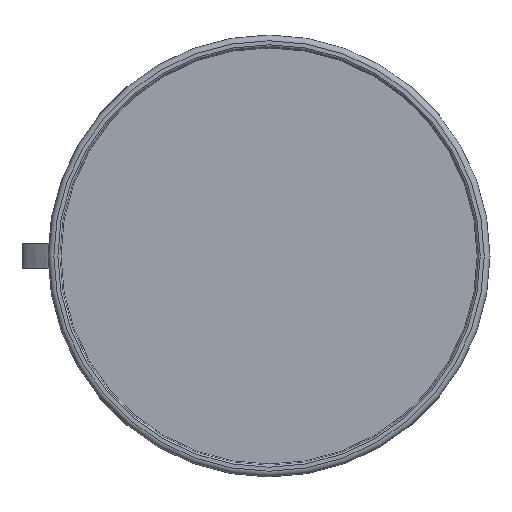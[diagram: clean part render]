
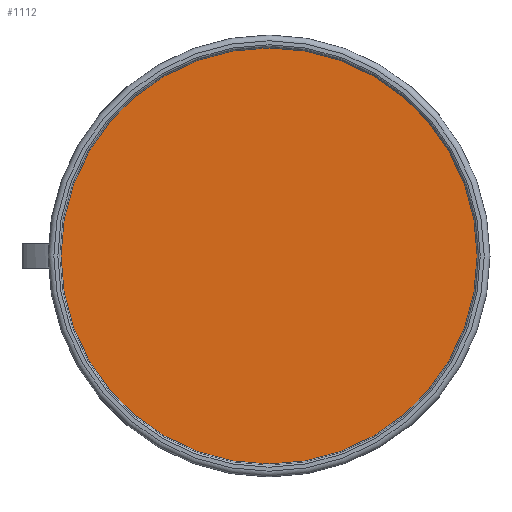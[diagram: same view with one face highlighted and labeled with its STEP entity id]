
A CAD part, left-side view. The second image highlights one B-rep face of the part: STEP entity #1112.
In plain terms, the highlighted planar face has unit normal (-1, 0, 0).
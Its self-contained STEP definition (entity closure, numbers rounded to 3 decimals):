
#188=FACE_OUTER_BOUND('',#253,.T.);
#253=EDGE_LOOP('',(#960,#961));
#369=CIRCLE('',#1285,171.449);
#370=CIRCLE('',#1286,171.449);
#495=VERTEX_POINT('',#2273);
#496=VERTEX_POINT('',#2274);
#657=EDGE_CURVE('',#495,#496,#369,.T.);
#658=EDGE_CURVE('',#496,#495,#370,.T.);
#960=ORIENTED_EDGE('',*,*,#657,.F.);
#961=ORIENTED_EDGE('',*,*,#658,.F.);
#1065=PLANE('',#1284);
#1112=ADVANCED_FACE('',(#188),#1065,.T.);
#1284=AXIS2_PLACEMENT_3D('',#2272,#1626,#1627);
#1285=AXIS2_PLACEMENT_3D('',#2275,#1628,#1629);
#1286=AXIS2_PLACEMENT_3D('',#2276,#1630,#1631);
#1626=DIRECTION('center_axis',(-1.,0.,0.));
#1627=DIRECTION('ref_axis',(0.,0.,1.));
#1628=DIRECTION('center_axis',(1.,0.,0.));
#1629=DIRECTION('ref_axis',(0.,0.,-1.));
#1630=DIRECTION('center_axis',(1.,0.,0.));
#1631=DIRECTION('ref_axis',(0.,0.,-1.));
#2272=CARTESIAN_POINT('Origin',(46.278,-4.551,10.));
#2273=CARTESIAN_POINT('',(46.278,-4.551,10.));
#2274=CARTESIAN_POINT('',(46.278,-347.449,10.));
#2275=CARTESIAN_POINT('Origin',(46.278,-176.,10.));
#2276=CARTESIAN_POINT('Origin',(46.278,-176.,10.));
